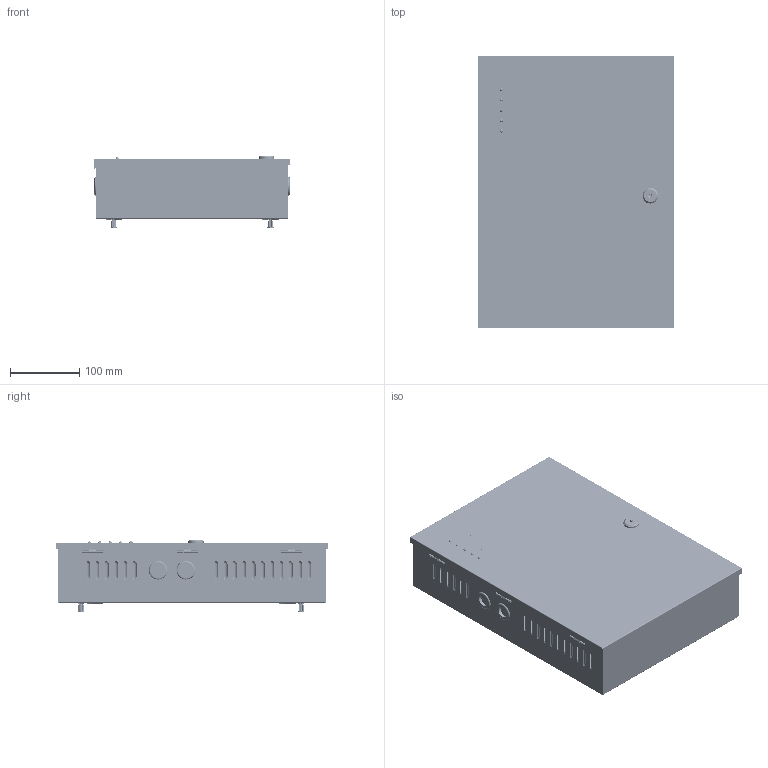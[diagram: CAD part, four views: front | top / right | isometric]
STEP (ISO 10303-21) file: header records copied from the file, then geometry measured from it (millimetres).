
FILE_DESCRIPTION (( 'STEP AP214' ), '1' );
FILE_NAME ('AD2405R_STPALL.step', '2024-06-18T09:45:52', ( '' ), ( '' ), 'SwSTEP 2.0', 'SolidWorks 2020', '' );
FILE_SCHEMA (( 'AUTOMOTIVE_DESIGN' ));
Length unit declared in the file: millimetre
Products named in the file (35): Parte 3 Deviatore a Rotella Panasonic AM5; User Library-20mm diameter panel hole grommet; HB-9500_6P; AD2405R_STPALL; Parte 2 Deviatore a Rotella Panasonic AM5; B2B-PH-K-S; ELEC AD2405R-1_NV ELEC; NV ELEC AD1210R; Deviatore a Rotella Panasonic AM5_LIBRE; HDR1x3; BOITIER AD2405R_AD2405R + NV ELEC; CAM LOCK XL_P16; EP0180-LED 5MM_ROUGE; EP0180-LED 5MM_VERT; Jumper; mkds_1.5-8; BT CONTACT; B2B-XH-A; Parte 4 Deviatore a Rotella Panasonic AM5; DIN 967 - M4 x 6 - Z --- 4.6N_DIN 967 - M4 x 6 - Z --- 4.6N; PCB AD2405R_AD1210R NOUVELLE ELEC; ENTRETOISE H4.8; CAPOT METAL; EP0180-LED 5MM_ORANGE; EQUERRE DE FIX; Parte 1 Deviatore a Rotella Panasonic AM5; Tapping screw DIN 7049-ST2.9x6.5-F-H-S_Tapping screw DIN 7049-ST2.9x6.5-F-H-S; ISO 7046-1 - M3 x 4 - Z - 4S_ISO 7046-1 - M3 x 4 - Z - 4S; r6513-00_paroi 0.8mm; ISO 7045 - M3 x 6 - Z --- 6S_ISO 7045 - M3 x 6 - Z --- 6S; HB-9500_3P; PCB 5LEDS; ELEC1 AD1203R-OBS_NV ELEC; EP0668-SWITCH 16A+FASTON CABLE ASSEMBLY_L200MM; RELAY
Assembly tree (65 placements, depth 4):
  AD2405R_STPALL
    BOITIER AD2405R_AD2405R + NV ELEC
    PCB AD2405R_AD1210R NOUVELLE ELEC
      ELEC AD2405R-1_NV ELEC
        ENTRETOISE H4.8  x4
        ELEC1 AD1203R-OBS_NV ELEC
        ISO 7045 - M3 x 6 - Z --- 6S_ISO 7045 - M3 x 6 - Z --- 6S  x4
        RELAY  x2
        B2B-PH-K-S
        mkds_1.5-8
        HDR1x3  x2
        Jumper  x2
      HB-9500_3P
      HB-9500_6P
      BT CONTACT
      NV ELEC AD1210R
      EQUERRE DE FIX
      CAPOT METAL
      ISO 7046-1 - M3 x 4 - Z - 4S_ISO 7046-1 - M3 x 4 - Z - 4S  x2
      Tapping screw DIN 7049-ST2.9x6.5-F-H-S_Tapping screw DIN 7049-ST2.9x6.5-F-H-S  x5
      B2B-XH-A
      ISO 7045 - M3 x 6 - Z --- 6S_ISO 7045 - M3 x 6 - Z --- 6S  x4
    DIN 967 - M4 x 6 - Z --- 4.6N_DIN 967 - M4 x 6 - Z --- 4.6N  x4
    EP0668-SWITCH 16A+FASTON CABLE ASSEMBLY_L200MM
      Deviatore a Rotella Panasonic AM5_LIBRE
        Parte 1 Deviatore a Rotella Panasonic AM5
        Parte 2 Deviatore a Rotella Panasonic AM5
        Parte 3 Deviatore a Rotella Panasonic AM5
        Parte 4 Deviatore a Rotella Panasonic AM5
    CAM LOCK XL_P16
    User Library-20mm diameter panel hole grommet  x6
    EP0180-LED 5MM_VERT  x2
    EP0180-LED 5MM_ORANGE
    EP0180-LED 5MM_ROUGE  x2
    r6513-00_paroi 0.8mm  x4
    PCB 5LEDS
Bounding box: 285.3 x 395 x 105.3 mm (x, y, z)
Volume: 406536.3 mm3; surface area: 865622.4 mm2
Topology: 79 solids, 79 shells, 6649 faces, 17636 edges, 11604 vertices
Faces by surface type: plane 3799, cylinder 1181, cone 674, bspline 671, torus 279, sphere 45
Entity records: 225825 total; most frequent: CARTESIAN_POINT 73069, ORIENTED_EDGE 26946, DIRECTION 22911, EDGE_CURVE 13473, LINE 9087, VECTOR 9087, VERTEX_POINT 9032, AXIS2_PLACEMENT_3D 6912
